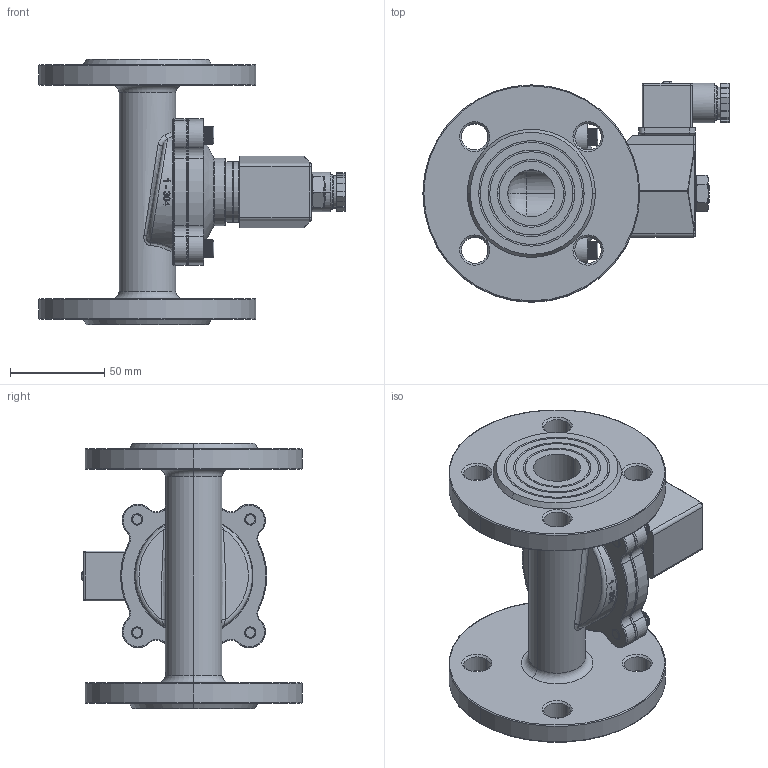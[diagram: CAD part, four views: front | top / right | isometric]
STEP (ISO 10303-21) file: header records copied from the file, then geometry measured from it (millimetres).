
FILE_DESCRIPTION (( 'STEP AP214' ), '1' );
FILE_NAME ('242 FL DN25.STEP', '2017-06-01T08:19:36', ( '' ), ( '' ), 'SwSTEP 2.0', 'SolidWorks 2015', '' );
FILE_SCHEMA (( 'AUTOMOTIVE_DESIGN' ));
Length unit declared in the file: millimetre
Products named in the file (31): ENG-005120; ENG-005140; ENG-005119; ENG-005139; ENG-005118; ENG-005138; ENG-005117; ENG-005137; ENG-005116; ENG-005136; ENG-005115; ENG-005135; ENG-005114; ENG-005134; ENG-005113; ENG-005133; ENG-005112; ENG-005132; ENG-005110; ENG-005131; ENG-005108; ENG-005130; ENG-005129; 242 FL DN25; ENG-005128; ENG-005127; ENG-005126; ENG-005125; ENG-005124; ENG-005123; ENG-005122
Assembly tree (34 placements, depth 2):
  242 FL DN25
    ENG-005108
    ENG-005110
    ENG-005112
    ENG-005113
    ENG-005114
    ENG-005115
    ENG-005116
    ENG-005117
    ENG-005118
    ENG-005119
    ENG-005120
    ENG-005122
    ENG-005123
    ENG-005124
    ENG-005125
    ENG-005126
    ENG-005127
    ENG-005128
    ENG-005129
    ENG-005130  x4
    ENG-005131
    ENG-005132
    ENG-005133  x2
    ENG-005134
    ENG-005135
    ENG-005136
    ENG-005137
    ENG-005138
    ENG-005139
    ENG-005140
Bounding box: 162.3 x 116.8 x 140.6 mm (x, y, z)
Volume: 419142.3 mm3; surface area: 164498.2 mm2
Topology: 34 solids, 34 shells, 1873 faces, 4792 edges, 3029 vertices
Faces by surface type: plane 868, cylinder 552, torus 188, cone 130, bspline 119, sphere 16
Entity records: 57103 total; most frequent: CARTESIAN_POINT 23093, DIRECTION 6553, ORIENTED_EDGE 6324, EDGE_CURVE 3162, AXIS2_PLACEMENT_3D 2603, VERTEX_POINT 1969, EDGE_LOOP 1471, CIRCLE 1372
